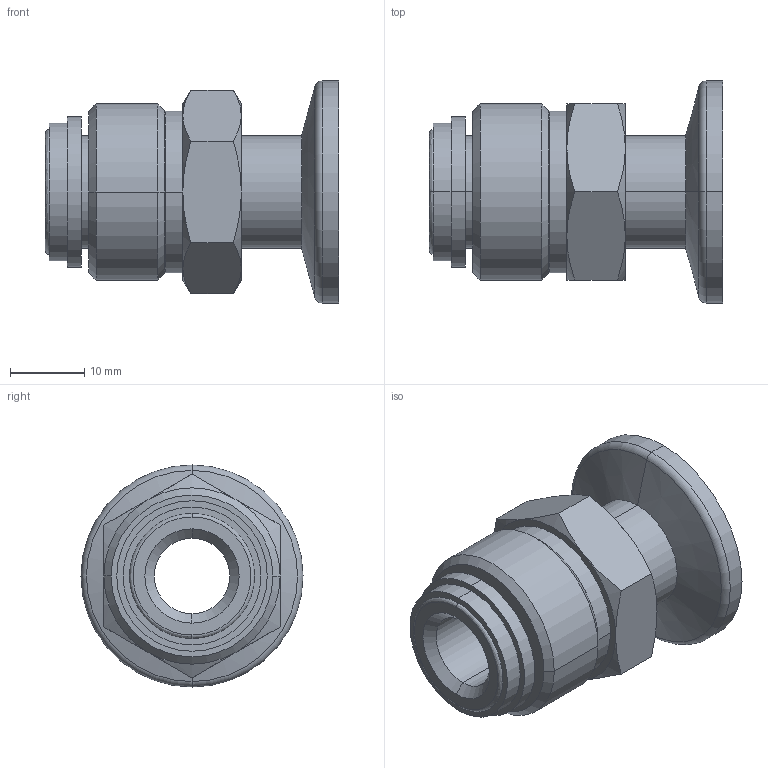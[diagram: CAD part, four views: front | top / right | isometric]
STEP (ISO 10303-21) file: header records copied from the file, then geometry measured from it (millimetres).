
FILE_DESCRIPTION (( 'STEP AP214' ), '1' );
FILE_NAME ('120AVM016-0500.stp', '2017-11-17T05:47:53', ( '' ), ( '' ), 'SwSTEP 2.0', 'SolidWorks 2015', '' );
FILE_SCHEMA (( 'AUTOMOTIVE_DESIGN' ));
Length unit declared in the file: millimetre
Products named in the file (1): 120AVM016-0500
Bounding box: 39.6 x 30 x 30 mm (x, y, z)
Volume: 11015.1 mm3; surface area: 8117.4 mm2
Topology: 2 solids, 2 shells, 76 faces, 158 edges, 94 vertices
Faces by surface type: cone 28, cylinder 22, plane 18, bspline 4, torus 4
Entity records: 3019 total; most frequent: CARTESIAN_POINT 521, DIRECTION 362, ORIENTED_EDGE 316, AXIS2_PLACEMENT_3D 159, EDGE_CURVE 158, VERTEX_POINT 94, EDGE_LOOP 88, CIRCLE 86
